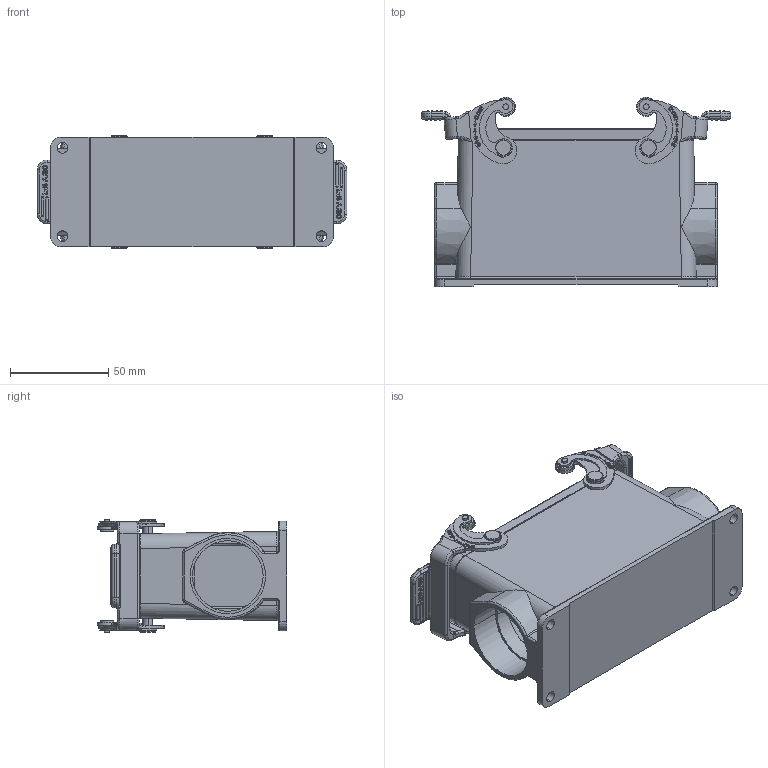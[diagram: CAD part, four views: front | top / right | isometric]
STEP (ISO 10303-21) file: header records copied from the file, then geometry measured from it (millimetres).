
FILE_DESCRIPTION((''),'2;1');
FILE_NAME('3D_1110242415005_H24B-SFH-2L_SC','2018-04-16T',('bq.luo'),(''),'PRO/ENGINEER BY PARAMETRIC TECHNOLOGY CORPORATION, 2010280','PRO/ENGINEER BY PARAMETRIC TECHNOLOGY CORPORATION, 2010280','');
FILE_SCHEMA(('CONFIG_CONTROL_DESIGN'));
Products named in the file (1): 3D_1110242415005_H24B-SFH-2L_SC
Bounding box: 157.8 x 96.5 x 57.5 mm (x, y, z)
Volume: 180170.9 mm3; surface area: 82729.9 mm2
Topology: 1 solids, 5 shells, 1471 faces, 3989 edges, 2664 vertices
Faces by surface type: plane 667, cylinder 376, extrusion 160, bspline 102, torus 80, cone 54, sphere 32
Entity records: 53239 total; most frequent: CARTESIAN_POINT 16638, ORIENTED_EDGE 7942, DIRECTION 7021, EDGE_CURVE 3979, VERTEX_POINT 2664, AXIS2_PLACEMENT_3D 2400, VECTOR 2221, LINE 2061
